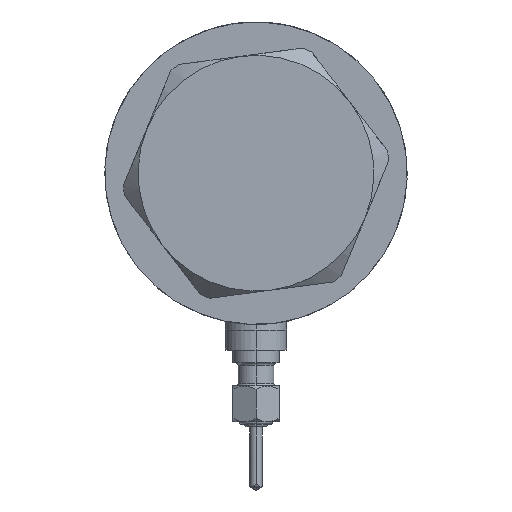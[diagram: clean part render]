
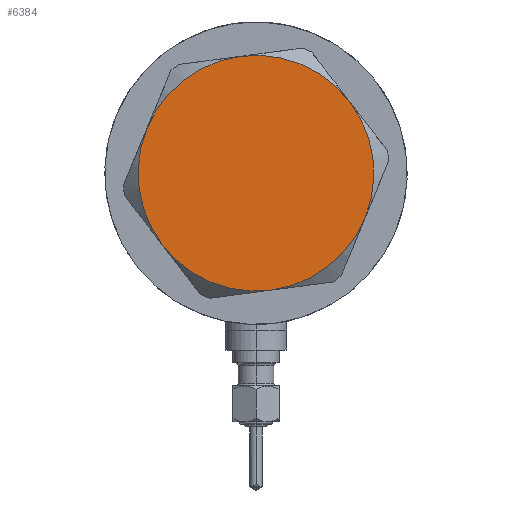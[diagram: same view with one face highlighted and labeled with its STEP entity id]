
A CAD part, left-side view. The second image highlights one B-rep face of the part: STEP entity #6384.
In plain terms, the highlighted face is planar.
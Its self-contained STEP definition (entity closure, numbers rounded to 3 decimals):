
#169 = CIRCLE ( 'NONE', #1935, 23. ) ;
#258 = CARTESIAN_POINT ( 'NONE',  ( 0., 0., 13. ) ) ;
#353 = ORIENTED_EDGE ( 'NONE', *, *, #4959, .T. ) ;
#496 = CIRCLE ( 'NONE', #3577, 23. ) ;
#735 = ORIENTED_EDGE ( 'NONE', *, *, #2361, .T. ) ;
#824 = VERTEX_POINT ( 'NONE', #2960 ) ;
#1335 = DIRECTION ( 'NONE',  ( 0., 0., 1. ) ) ;
#1503 = ORIENTED_EDGE ( 'NONE', *, *, #2172, .T. ) ;
#1515 = CIRCLE ( 'NONE', #4233, 23. ) ;
#1621 = VERTEX_POINT ( 'NONE', #4610 ) ;
#1642 = DIRECTION ( 'NONE',  ( 1., 0., 0. ) ) ;
#1889 = VERTEX_POINT ( 'NONE', #5813 ) ;
#1935 = AXIS2_PLACEMENT_3D ( 'NONE', #2039, #2508, #1642 ) ;
#1940 = DIRECTION ( 'NONE',  ( 0., 0., 1. ) ) ;
#2039 = CARTESIAN_POINT ( 'NONE',  ( 0., 0., 13. ) ) ;
#2040 = CARTESIAN_POINT ( 'NONE',  ( 11.5, 19.919, 13. ) ) ;
#2129 = DIRECTION ( 'NONE',  ( 0., 0., 1. ) ) ;
#2172 = EDGE_CURVE ( 'NONE', #6187, #1889, #496, .T. ) ;
#2233 = DIRECTION ( 'NONE',  ( 1., 0., 0. ) ) ;
#2283 = CARTESIAN_POINT ( 'NONE',  ( 0., 0., 13. ) ) ;
#2332 = DIRECTION ( 'NONE',  ( 1., 0., 0. ) ) ;
#2361 = EDGE_CURVE ( 'NONE', #1889, #2837, #169, .T. ) ;
#2406 = DIRECTION ( 'NONE',  ( 0., 0., 1. ) ) ;
#2506 = ORIENTED_EDGE ( 'NONE', *, *, #5403, .T. ) ;
#2508 = DIRECTION ( 'NONE',  ( 0., 0., 1. ) ) ;
#2837 = VERTEX_POINT ( 'NONE', #3233 ) ;
#2960 = CARTESIAN_POINT ( 'NONE',  ( -11.5, 19.919, 13. ) ) ;
#3019 = EDGE_CURVE ( 'NONE', #3189, #824, #3593, .T. ) ;
#3095 = EDGE_CURVE ( 'NONE', #824, #6187, #5951, .T. ) ;
#3189 = VERTEX_POINT ( 'NONE', #2040 ) ;
#3233 = CARTESIAN_POINT ( 'NONE',  ( 11.5, -19.919, 13. ) ) ;
#3306 = FACE_OUTER_BOUND ( 'NONE', #4281, .T. ) ;
#3505 = AXIS2_PLACEMENT_3D ( 'NONE', #4759, #2406, #2332 ) ;
#3577 = AXIS2_PLACEMENT_3D ( 'NONE', #258, #1335, #4728 ) ;
#3593 = CIRCLE ( 'NONE', #5310, 23. ) ;
#3827 = AXIS2_PLACEMENT_3D ( 'NONE', #5157, #4670, #6183 ) ;
#3925 = DIRECTION ( 'NONE',  ( 1., 0., 0. ) ) ;
#3999 = ORIENTED_EDGE ( 'NONE', *, *, #3095, .T. ) ;
#4046 = ORIENTED_EDGE ( 'NONE', *, *, #3019, .T. ) ;
#4134 = CARTESIAN_POINT ( 'NONE',  ( 0., 0., 13. ) ) ;
#4233 = AXIS2_PLACEMENT_3D ( 'NONE', #4321, #1940, #3925 ) ;
#4281 = EDGE_LOOP ( 'NONE', ( #353, #2506, #4046, #3999, #1503, #735 ) ) ;
#4283 = DIRECTION ( 'NONE',  ( 0., 0., 1. ) ) ;
#4321 = CARTESIAN_POINT ( 'NONE',  ( 0., 0., 13. ) ) ;
#4610 = CARTESIAN_POINT ( 'NONE',  ( 23., 0., 13. ) ) ;
#4670 = DIRECTION ( 'NONE',  ( 0., 0., 1. ) ) ;
#4728 = DIRECTION ( 'NONE',  ( 1., 0., 0. ) ) ;
#4759 = CARTESIAN_POINT ( 'NONE',  ( 0., 0., 13. ) ) ;
#4906 = PLANE ( 'NONE',  #3505 ) ;
#4959 = EDGE_CURVE ( 'NONE', #2837, #1621, #1515, .T. ) ;
#5137 = DIRECTION ( 'NONE',  ( 1., 0., 0. ) ) ;
#5157 = CARTESIAN_POINT ( 'NONE',  ( 0., 0., 13. ) ) ;
#5310 = AXIS2_PLACEMENT_3D ( 'NONE', #2283, #4283, #5137 ) ;
#5403 = EDGE_CURVE ( 'NONE', #1621, #3189, #6358, .T. ) ;
#5813 = CARTESIAN_POINT ( 'NONE',  ( -11.5, -19.919, 13. ) ) ;
#5951 = CIRCLE ( 'NONE', #3827, 23. ) ;
#6124 = AXIS2_PLACEMENT_3D ( 'NONE', #4134, #2129, #2233 ) ;
#6183 = DIRECTION ( 'NONE',  ( 1., 0., 0. ) ) ;
#6187 = VERTEX_POINT ( 'NONE', #6200 ) ;
#6200 = CARTESIAN_POINT ( 'NONE',  ( -23., 0., 13. ) ) ;
#6358 = CIRCLE ( 'NONE', #6124, 23. ) ;
#6384 = ADVANCED_FACE ( 'NONE', ( #3306 ), #4906, .T. ) ;
